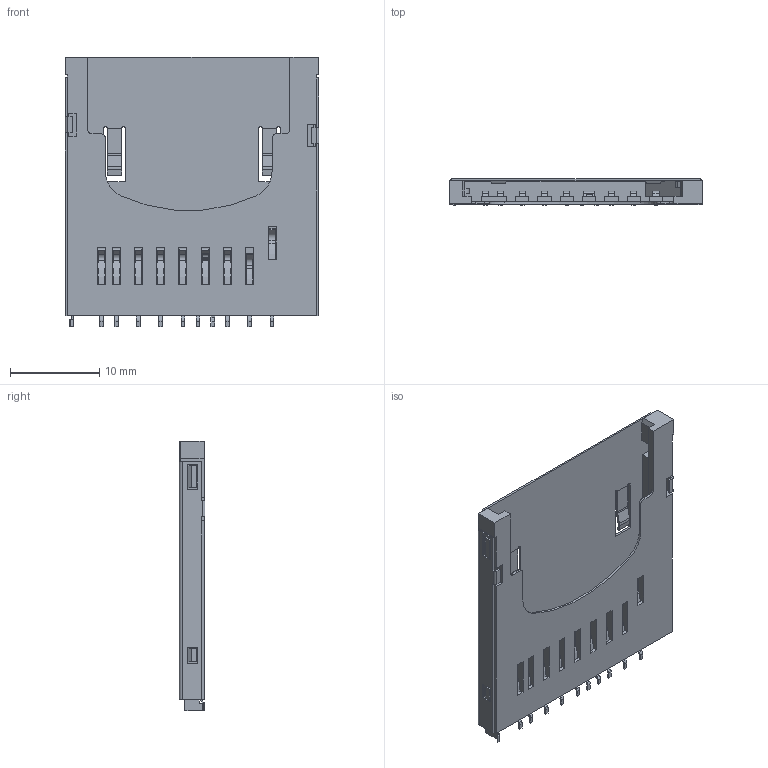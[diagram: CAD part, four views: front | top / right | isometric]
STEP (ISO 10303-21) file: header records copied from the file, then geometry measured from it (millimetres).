
FILE_DESCRIPTION (( 'STEP AP214' ), '1' );
FILE_NAME ('10067847-011RLF.STEP', '2023-07-01T08:37:21', ( '' ), ( '' ), 'SwSTEP 2.0', 'SolidWorks 2021', '' );
FILE_SCHEMA (( 'AUTOMOTIVE_DESIGN' ));
Length unit declared in the file: millimetre
Products named in the file (6): 10067847-011RLF; 10067847-011RLF--3DModel-STEP-533217(2)^10067847-011RLF--3DModel-STEP-533217; ASM0003_ASM^ASM0002_ASM_10067847-011RLF--3DModel-STEP-533217(2)_10067847-011RLF--3DModel-STEP-533217; PRT0003^ASM0003_ASM_ASM0002_ASM_10067847-011RLF--3DModel-STEP-533217(2)_10067847-011RLF--3DModel-STEP-533217; PRT0005^ASM0002_ASM_10067847-011RLF--3DModel-STEP-533217(2)_10067847-011RLF--3DModel-STEP-533217; ASM0002_ASM^10067847-011RLF--3DModel-STEP-533217(2)_10067847-011RLF--3DModel-STEP-533217
Assembly tree (5 placements, depth 5):
  10067847-011RLF
    10067847-011RLF--3DModel-STEP-533217(2)^10067847-011RLF--3DModel-STEP-533217
      ASM0002_ASM^10067847-011RLF--3DModel-STEP-533217(2)_10067847-011RLF--3DModel-STEP-533217
        ASM0003_ASM^ASM0002_ASM_10067847-011RLF--3DModel-STEP-533217(2)_10067847-011RLF--3DModel-STEP-533217
          PRT0003^ASM0003_ASM_ASM0002_ASM_10067847-011RLF--3DModel-STEP-533217(2)_10067847-011RLF--3DModel-STEP-533217
        PRT0005^ASM0002_ASM_10067847-011RLF--3DModel-STEP-533217(2)_10067847-011RLF--3DModel-STEP-533217
Bounding box: 28.45 x 2.9 x 30.25 mm (x, y, z)
Volume: 736.1 mm3; surface area: 3428.9 mm2
Topology: 2 solids, 2 shells, 490 faces, 1353 edges, 885 vertices
Faces by surface type: plane 386, cylinder 104
Entity records: 15706 total; most frequent: CARTESIAN_POINT 2768, ORIENTED_EDGE 2706, DIRECTION 2560, EDGE_CURVE 1353, VECTOR 1138, LINE 1138, VERTEX_POINT 885, AXIS2_PLACEMENT_3D 711
